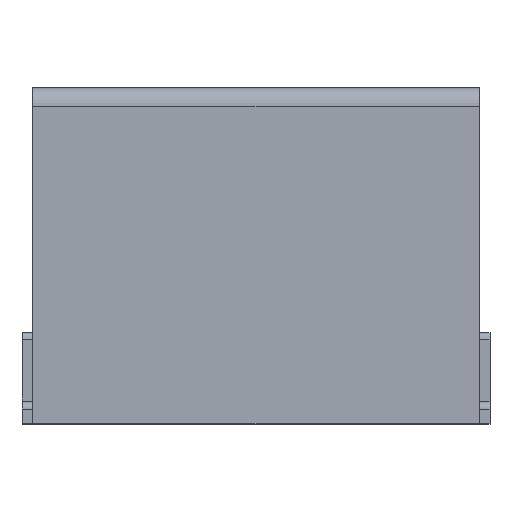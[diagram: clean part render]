
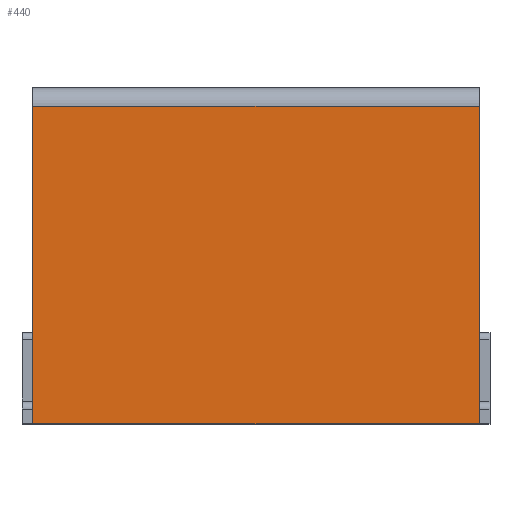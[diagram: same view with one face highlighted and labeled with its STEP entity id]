
A CAD part, top view. The second image highlights one B-rep face of the part: STEP entity #440.
In plain terms, the highlighted planar face has unit normal (0, 0, 1).
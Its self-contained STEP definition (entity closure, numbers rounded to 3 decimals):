
#404=AXIS2_PLACEMENT_3D('Plane Axis2P3D',#401,#402,#403) ;
#401=CARTESIAN_POINT('Axis2P3D Location',(0.3,8.7,10.25)) ;
#406=CARTESIAN_POINT('Line Origine',(12.52,4.35,10.25)) ;
#410=CARTESIAN_POINT('Vertex',(12.52,0.,10.25)) ;
#412=CARTESIAN_POINT('Vertex',(12.52,8.7,10.25)) ;
#415=CARTESIAN_POINT('Line Origine',(6.41,8.7,10.25)) ;
#419=CARTESIAN_POINT('Vertex',(0.3,8.7,10.25)) ;
#422=CARTESIAN_POINT('Line Origine',(0.3,4.35,10.25)) ;
#426=CARTESIAN_POINT('Vertex',(0.3,0.,10.25)) ;
#429=CARTESIAN_POINT('Line Origine',(6.41,0.,10.25)) ;
#402=DIRECTION('Axis2P3D Direction',(-0.,0.,1.)) ;
#403=DIRECTION('Axis2P3D XDirection',(0.,-1.,0.)) ;
#407=DIRECTION('Vector Direction',(0.,-1.,0.)) ;
#416=DIRECTION('Vector Direction',(1.,0.,0.)) ;
#423=DIRECTION('Vector Direction',(0.,-1.,0.)) ;
#430=DIRECTION('Vector Direction',(1.,0.,0.)) ;
#408=VECTOR('Line Direction',#407,1.) ;
#417=VECTOR('Line Direction',#416,1.) ;
#424=VECTOR('Line Direction',#423,1.) ;
#431=VECTOR('Line Direction',#430,1.) ;
#435=ORIENTED_EDGE('',*,*,#414,.T.) ;
#436=ORIENTED_EDGE('',*,*,#421,.F.) ;
#437=ORIENTED_EDGE('',*,*,#428,.F.) ;
#438=ORIENTED_EDGE('',*,*,#433,.T.) ;
#440=ADVANCED_FACE('HOUSING',(#439),#405,.T.) ;
#414=EDGE_CURVE('',#411,#413,#409,.F.) ;
#421=EDGE_CURVE('',#420,#413,#418,.T.) ;
#428=EDGE_CURVE('',#427,#420,#425,.F.) ;
#433=EDGE_CURVE('',#427,#411,#432,.T.) ;
#434=EDGE_LOOP('',(#435,#436,#437,#438)) ;
#439=FACE_OUTER_BOUND('',#434,.T.) ;
#409=LINE('Line',#406,#408) ;
#418=LINE('Line',#415,#417) ;
#425=LINE('Line',#422,#424) ;
#432=LINE('Line',#429,#431) ;
#405=PLANE('',#404) ;
#411=VERTEX_POINT('',#410) ;
#413=VERTEX_POINT('',#412) ;
#420=VERTEX_POINT('',#419) ;
#427=VERTEX_POINT('',#426) ;
